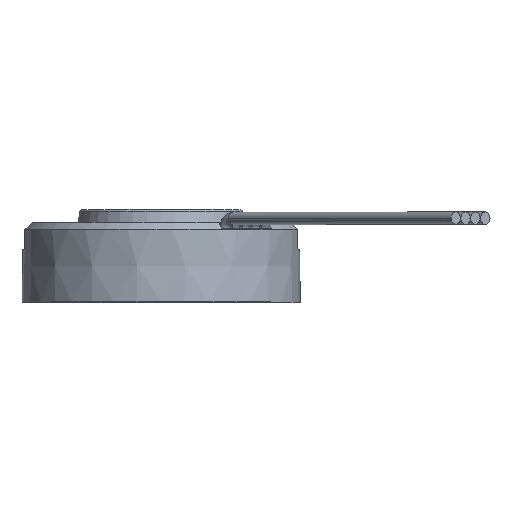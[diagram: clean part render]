
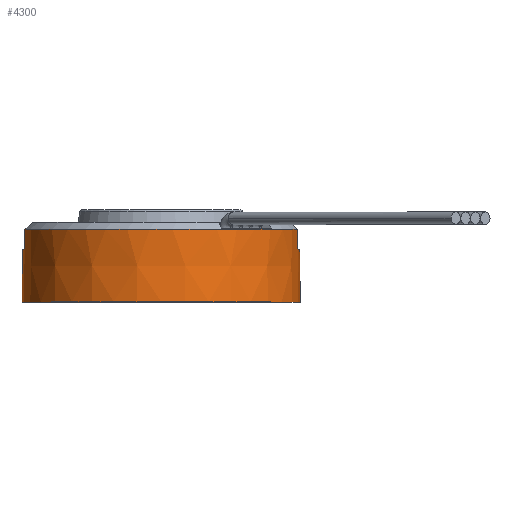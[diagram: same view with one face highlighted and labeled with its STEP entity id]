
A CAD part, top view. The second image highlights one B-rep face of the part: STEP entity #4300.
In plain terms, the highlighted conical face has half-angle 0.911 degrees and reference radius 15.303 mm.
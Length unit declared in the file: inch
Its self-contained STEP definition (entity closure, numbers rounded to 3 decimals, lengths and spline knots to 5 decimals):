
#1 = CARTESIAN_POINT ( 'NONE',  ( -0.6025, 0., 0. ) ) ;
#44 = CONICAL_SURFACE ( 'NONE', #3807, 0.6025, 0.016 ) ;
#63 = CARTESIAN_POINT ( 'NONE',  ( 0.59102, 0.22996, 0.0965 ) ) ;
#227 = AXIS2_PLACEMENT_3D ( 'NONE', #1214, #5165, #1768 ) ;
#422 = CARTESIAN_POINT ( 'NONE',  ( 0., 0.31447, 0. ) ) ;
#548 = DIRECTION ( 'NONE',  ( 1., 0., 0. ) ) ;
#576 = ORIENTED_EDGE ( 'NONE', *, *, #4073, .T. ) ;
#634 = EDGE_CURVE ( 'NONE', #5300, #4852, #7115, .T. ) ;
#639 = DIRECTION ( 'NONE',  ( 0.016, -1., 0. ) ) ;
#676 = EDGE_CURVE ( 'NONE', #2047, #5633, #5242, .T. ) ;
#990 = DIRECTION ( 'NONE',  ( -1., 0., 0. ) ) ;
#1091 = VECTOR ( 'NONE', #639, 39.37008 ) ;
#1103 = CIRCLE ( 'NONE', #6665, 0.5975 ) ;
#1134 = EDGE_LOOP ( 'NONE', ( #4144, #6096, #5287, #6718, #5059, #3174, #5109, #576 ) ) ;
#1185 = CARTESIAN_POINT ( 'NONE',  ( 0.59884, 0.22996, 0. ) ) ;
#1214 = CARTESIAN_POINT ( 'NONE',  ( 0., 0.22996, 0. ) ) ;
#1231 = EDGE_CURVE ( 'NONE', #1287, #5545, #1103, .T. ) ;
#1287 = VERTEX_POINT ( 'NONE', #5001 ) ;
#1352 = EDGE_CURVE ( 'NONE', #3787, #5545, #6731, .T. ) ;
#1566 = DIRECTION ( 'NONE',  ( 0., -1., 0. ) ) ;
#1625 = CARTESIAN_POINT ( 'NONE',  ( 0.59102, 0.22996, 0.0965 ) ) ;
#1646 = CARTESIAN_POINT ( 'NONE',  ( 0.5909, 0.23701, 0.0965 ) ) ;
#1768 = DIRECTION ( 'NONE',  ( -1., 0., 0. ) ) ;
#1987 = CARTESIAN_POINT ( 'NONE',  ( -0.59085, 0.24054, 0.0965 ) ) ;
#2047 = VERTEX_POINT ( 'NONE', #6210 ) ;
#2098 = CARTESIAN_POINT ( 'NONE',  ( -0.6025, 0., 0. ) ) ;
#2204 = CARTESIAN_POINT ( 'NONE',  ( 0.59045, 0.26518, 0.0965 ) ) ;
#2325 = CARTESIAN_POINT ( 'NONE',  ( 0.6025, 0., 0. ) ) ;
#2556 = CARTESIAN_POINT ( 'NONE',  ( -0.59096, 0.23348, 0.0965 ) ) ;
#2696 = CIRCLE ( 'NONE', #227, 0.59884 ) ;
#2709 = CARTESIAN_POINT ( 'NONE',  ( 0., 0., 0. ) ) ;
#2739 = CARTESIAN_POINT ( 'NONE',  ( -0.59102, 0.22996, 0.0965 ) ) ;
#2772 = CARTESIAN_POINT ( 'NONE',  ( 0.58966, 0.31447, 0.0965 ) ) ;
#3110 = CARTESIAN_POINT ( 'NONE',  ( 0.58966, 0.31447, 0.0965 ) ) ;
#3174 = ORIENTED_EDGE ( 'NONE', *, *, #1352, .T. ) ;
#3282 = DIRECTION ( 'NONE',  ( -1., 0., 0. ) ) ;
#3749 = VECTOR ( 'NONE', #6782, 39.37008 ) ;
#3787 = VERTEX_POINT ( 'NONE', #63 ) ;
#3807 = AXIS2_PLACEMENT_3D ( 'NONE', #7342, #3948, #548 ) ;
#3948 = DIRECTION ( 'NONE',  ( 0., -1., 0. ) ) ;
#4073 = EDGE_CURVE ( 'NONE', #1287, #5733, #6410, .T. ) ;
#4144 = ORIENTED_EDGE ( 'NONE', *, *, #4387, .F. ) ;
#4212 = CIRCLE ( 'NONE', #5038, 0.59884 ) ;
#4272 = CARTESIAN_POINT ( 'NONE',  ( -0.59005, 0.28983, 0.0965 ) ) ;
#4300 = ADVANCED_FACE ( 'NONE', ( #6085 ), #44, .T. ) ;
#4384 = DIRECTION ( 'NONE',  ( 0., 1., 0. ) ) ;
#4387 = EDGE_CURVE ( 'NONE', #2047, #5733, #2696, .T. ) ;
#4681 = EDGE_CURVE ( 'NONE', #5300, #3787, #4212, .T. ) ;
#4718 = EDGE_CURVE ( 'NONE', #5633, #4852, #5530, .T. ) ;
#4829 = CARTESIAN_POINT ( 'NONE',  ( -0.58966, 0.31447, 0.0965 ) ) ;
#4852 = VERTEX_POINT ( 'NONE', #5629 ) ;
#4970 = CARTESIAN_POINT ( 'NONE',  ( 0., 0.22996, 0. ) ) ;
#5001 = CARTESIAN_POINT ( 'NONE',  ( -0.58966, 0.31447, 0.0965 ) ) ;
#5038 = AXIS2_PLACEMENT_3D ( 'NONE', #4970, #1566, #5512 ) ;
#5059 = ORIENTED_EDGE ( 'NONE', *, *, #4681, .T. ) ;
#5109 = ORIENTED_EDGE ( 'NONE', *, *, #1231, .F. ) ;
#5165 = DIRECTION ( 'NONE',  ( 0., 1., 0. ) ) ;
#5242 = LINE ( 'NONE', #1, #3749 ) ;
#5287 = ORIENTED_EDGE ( 'NONE', *, *, #4718, .T. ) ;
#5300 = VERTEX_POINT ( 'NONE', #1185 ) ;
#5394 = CARTESIAN_POINT ( 'NONE',  ( -0.59045, 0.26518, 0.0965 ) ) ;
#5399 = AXIS2_PLACEMENT_3D ( 'NONE', #2709, #6675, #3282 ) ;
#5512 = DIRECTION ( 'NONE',  ( 1., 0., 0. ) ) ;
#5530 = CIRCLE ( 'NONE', #5399, 0.6025 ) ;
#5545 = VERTEX_POINT ( 'NONE', #3110 ) ;
#5603 = CARTESIAN_POINT ( 'NONE',  ( 0.59085, 0.24054, 0.0965 ) ) ;
#5629 = CARTESIAN_POINT ( 'NONE',  ( 0.6025, 0., 0. ) ) ;
#5633 = VERTEX_POINT ( 'NONE', #2098 ) ;
#5733 = VERTEX_POINT ( 'NONE', #2739 ) ;
#5966 = CARTESIAN_POINT ( 'NONE',  ( -0.5909, 0.23701, 0.0965 ) ) ;
#6085 = FACE_OUTER_BOUND ( 'NONE', #1134, .T. ) ;
#6096 = ORIENTED_EDGE ( 'NONE', *, *, #676, .T. ) ;
#6187 = CARTESIAN_POINT ( 'NONE',  ( 0.59005, 0.28983, 0.0965 ) ) ;
#6210 = CARTESIAN_POINT ( 'NONE',  ( -0.59884, 0.22996, 0. ) ) ;
#6410 = B_SPLINE_CURVE_WITH_KNOTS ( 'NONE', 3,
 ( #4829, #4272, #5394, #1987, #5966, #2556, #6538 ),
 .UNSPECIFIED., .F., .F.,
 ( 4, 3, 4 ),
 ( 0.00443, 0.00631, 0.00658 ),
 .UNSPECIFIED. ) ;
#6538 = CARTESIAN_POINT ( 'NONE',  ( -0.59102, 0.22996, 0.0965 ) ) ;
#6665 = AXIS2_PLACEMENT_3D ( 'NONE', #422, #4384, #990 ) ;
#6675 = DIRECTION ( 'NONE',  ( 0., 1., 0. ) ) ;
#6718 = ORIENTED_EDGE ( 'NONE', *, *, #634, .F. ) ;
#6731 = B_SPLINE_CURVE_WITH_KNOTS ( 'NONE', 3,
 ( #1625, #7301, #1646, #5603, #2204, #6187, #2772 ),
 .UNSPECIFIED., .F., .F.,
 ( 4, 3, 4 ),
 ( 0.00604, 0.00631, 0.00819 ),
 .UNSPECIFIED. ) ;
#6782 = DIRECTION ( 'NONE',  ( -0.016, -1., 0. ) ) ;
#7115 = LINE ( 'NONE', #2325, #1091 ) ;
#7301 = CARTESIAN_POINT ( 'NONE',  ( 0.59096, 0.23348, 0.0965 ) ) ;
#7342 = CARTESIAN_POINT ( 'NONE',  ( 0., 0., 0. ) ) ;
